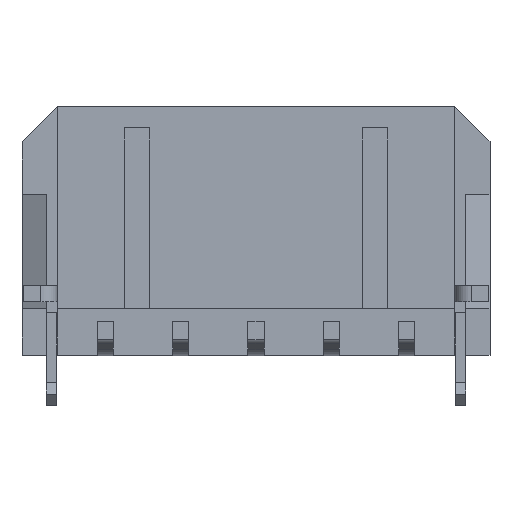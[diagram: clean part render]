
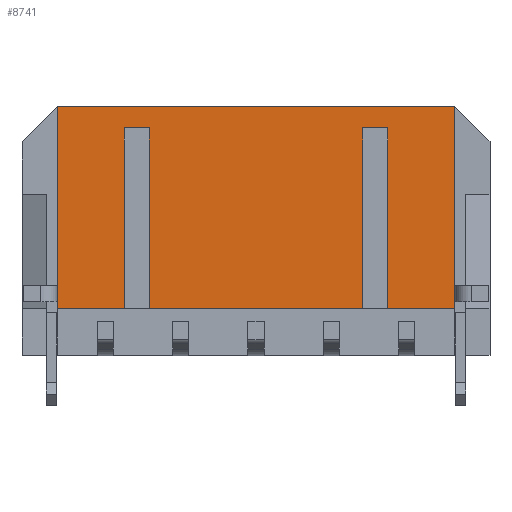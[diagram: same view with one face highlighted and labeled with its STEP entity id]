
A CAD part, front view. The second image highlights one B-rep face of the part: STEP entity #8741.
In plain terms, the highlighted planar face has unit normal (0, -1, 0).
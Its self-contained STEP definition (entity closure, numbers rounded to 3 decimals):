
#2583=DIRECTION('',(0.,0.,-1.));
#2584=VECTOR('',#2583,8.05);
#2585=CARTESIAN_POINT('',(-7.92,-1.93,4.95));
#2586=LINE('',#2585,#2584);
#2587=DIRECTION('',(1.,0.,0.));
#2588=VECTOR('',#2587,15.84);
#2589=CARTESIAN_POINT('',(-7.92,-1.93,4.95));
#2590=LINE('',#2589,#2588);
#2591=DIRECTION('',(0.,0.,-1.));
#2592=VECTOR('',#2591,8.05);
#2593=CARTESIAN_POINT('',(7.92,-1.93,4.95));
#2594=LINE('',#2593,#2592);
#2595=DIRECTION('',(-1.,0.,0.));
#2596=VECTOR('',#2595,2.67);
#2597=CARTESIAN_POINT('',(7.92,-1.93,-3.1));
#2598=LINE('',#2597,#2596);
#2599=DIRECTION('',(0.,0.,1.));
#2600=VECTOR('',#2599,7.2);
#2601=CARTESIAN_POINT('',(5.25,-1.93,-3.1));
#2602=LINE('',#2601,#2600);
#2603=DIRECTION('',(-1.,0.,0.));
#2604=VECTOR('',#2603,1.);
#2605=CARTESIAN_POINT('',(5.25,-1.93,4.1));
#2606=LINE('',#2605,#2604);
#2607=DIRECTION('',(0.,0.,1.));
#2608=VECTOR('',#2607,7.2);
#2609=CARTESIAN_POINT('',(4.25,-1.93,-3.1));
#2610=LINE('',#2609,#2608);
#2611=DIRECTION('',(-1.,0.,0.));
#2612=VECTOR('',#2611,8.5);
#2613=CARTESIAN_POINT('',(4.25,-1.93,-3.1));
#2614=LINE('',#2613,#2612);
#2615=DIRECTION('',(0.,0.,1.));
#2616=VECTOR('',#2615,7.2);
#2617=CARTESIAN_POINT('',(-4.25,-1.93,-3.1));
#2618=LINE('',#2617,#2616);
#2619=DIRECTION('',(-1.,0.,0.));
#2620=VECTOR('',#2619,1.);
#2621=CARTESIAN_POINT('',(-4.25,-1.93,4.1));
#2622=LINE('',#2621,#2620);
#2623=DIRECTION('',(0.,0.,1.));
#2624=VECTOR('',#2623,7.2);
#2625=CARTESIAN_POINT('',(-5.25,-1.93,-3.1));
#2626=LINE('',#2625,#2624);
#2627=DIRECTION('',(-1.,0.,0.));
#2628=VECTOR('',#2627,2.67);
#2629=CARTESIAN_POINT('',(-5.25,-1.93,-3.1));
#2630=LINE('',#2629,#2628);
#4383=CARTESIAN_POINT('',(4.25,-1.93,-3.1));
#4384=CARTESIAN_POINT('',(4.25,-1.93,4.1));
#4385=VERTEX_POINT('',#4383);
#4386=VERTEX_POINT('',#4384);
#4387=CARTESIAN_POINT('',(5.25,-1.93,-3.1));
#4388=CARTESIAN_POINT('',(5.25,-1.93,4.1));
#4389=VERTEX_POINT('',#4387);
#4390=VERTEX_POINT('',#4388);
#4571=CARTESIAN_POINT('',(-4.25,-1.93,-3.1));
#4572=VERTEX_POINT('',#4571);
#4581=CARTESIAN_POINT('',(-4.25,-1.93,4.1));
#4582=CARTESIAN_POINT('',(-5.25,-1.93,4.1));
#4583=VERTEX_POINT('',#4581);
#4584=VERTEX_POINT('',#4582);
#4585=CARTESIAN_POINT('',(-5.25,-1.93,-3.1));
#4586=VERTEX_POINT('',#4585);
#5403=CARTESIAN_POINT('',(-7.92,-1.93,4.95));
#5404=CARTESIAN_POINT('',(-7.92,-1.93,-3.1));
#5405=VERTEX_POINT('',#5403);
#5406=VERTEX_POINT('',#5404);
#5407=CARTESIAN_POINT('',(7.92,-1.93,4.95));
#5408=CARTESIAN_POINT('',(7.92,-1.93,-3.1));
#5409=VERTEX_POINT('',#5407);
#5410=VERTEX_POINT('',#5408);
#8716=CARTESIAN_POINT('',(-9.32,-1.93,4.95));
#8717=DIRECTION('',(0.,-1.,0.));
#8718=DIRECTION('',(0.,0.,-1.));
#8719=AXIS2_PLACEMENT_3D('',#8716,#8717,#8718);
#8720=PLANE('',#8719);
#8721=ORIENTED_EDGE('',*,*,#6839,.F.);
#8722=ORIENTED_EDGE('',*,*,#6869,.T.);
#8723=ORIENTED_EDGE('',*,*,#6406,.T.);
#8724=ORIENTED_EDGE('',*,*,#8709,.T.);
#8726=ORIENTED_EDGE('',*,*,#8725,.T.);
#8728=ORIENTED_EDGE('',*,*,#8727,.T.);
#8730=ORIENTED_EDGE('',*,*,#8729,.F.);
#8731=ORIENTED_EDGE('',*,*,#8701,.T.);
#8733=ORIENTED_EDGE('',*,*,#8732,.T.);
#8735=ORIENTED_EDGE('',*,*,#8734,.T.);
#8737=ORIENTED_EDGE('',*,*,#8736,.F.);
#8738=ORIENTED_EDGE('',*,*,#8693,.T.);
#8739=EDGE_LOOP('',(#8721,#8722,#8723,#8724,#8726,#8728,#8730,#8731,#8733,#8735,
#8737,#8738));
#8740=FACE_OUTER_BOUND('',#8739,.F.);
#8741=ADVANCED_FACE('',(#8740),#8720,.T.);
#6406=EDGE_CURVE('',#5409,#5410,#2594,.T.);
#6839=EDGE_CURVE('',#5405,#5406,#2586,.T.);
#6869=EDGE_CURVE('',#5405,#5409,#2590,.T.);
#8693=EDGE_CURVE('',#4586,#5406,#2630,.T.);
#8701=EDGE_CURVE('',#4385,#4572,#2614,.T.);
#8709=EDGE_CURVE('',#5410,#4389,#2598,.T.);
#8725=EDGE_CURVE('',#4389,#4390,#2602,.T.);
#8727=EDGE_CURVE('',#4390,#4386,#2606,.T.);
#8729=EDGE_CURVE('',#4385,#4386,#2610,.T.);
#8732=EDGE_CURVE('',#4572,#4583,#2618,.T.);
#8734=EDGE_CURVE('',#4583,#4584,#2622,.T.);
#8736=EDGE_CURVE('',#4586,#4584,#2626,.T.);
